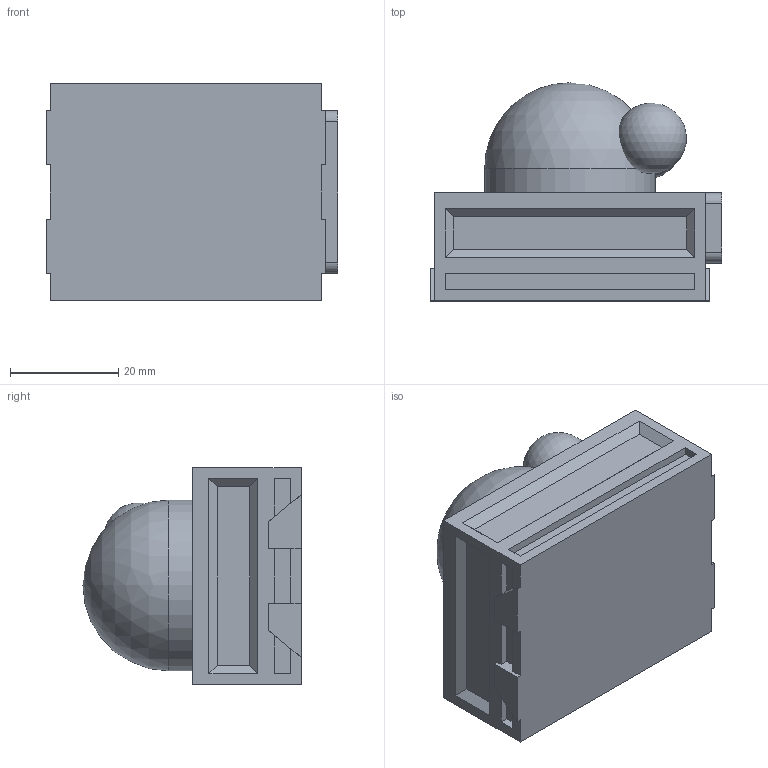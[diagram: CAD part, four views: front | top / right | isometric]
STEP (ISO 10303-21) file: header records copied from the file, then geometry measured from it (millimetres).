
FILE_DESCRIPTION(/* description */ (''),/* implementation_level */ '2;1');
FILE_NAME(/* name */ 'Baby REPO.step',/* time_stamp */ '2025-12-10T13:22:49-03:00',/* author */ (''),/* organization */ (''),/* preprocessor_version */ 'ST-DEVELOPER v20.1',/* originating_system */ 'Autodesk Translation Framework v14.21.0.0',/* authorisation */ '');
FILE_SCHEMA (('AUTOMOTIVE_DESIGN { 1 0 10303 214 3 1 1 }'));
Length unit declared in the file: millimetre
Products named in the file (5): Baby REPO; Carro; Placa; Cabeza repo; Ojo repo
Assembly tree (5 placements, depth 3):
  Baby REPO
    Carro
    Placa
    Cabeza repo
      Ojo repo  x2
Bounding box: 53.8 x 40.25 x 40 mm (x, y, z)
Volume: 36473.4 mm3; surface area: 18166.9 mm2
Topology: 5 solids, 5 shells, 413 faces, 1185 edges, 790 vertices
Faces by surface type: bspline 274, plane 121, cylinder 15, sphere 3
Full cylindrical faces by diameter (mm): 27.9 x1, 31.5 x2
Entity records: 14035 total; most frequent: CARTESIAN_POINT 4813, ORIENTED_EDGE 2358, DIRECTION 1246, EDGE_CURVE 1179, VERTEX_POINT 788, LINE 596, VECTOR 596, EDGE_LOOP 425
